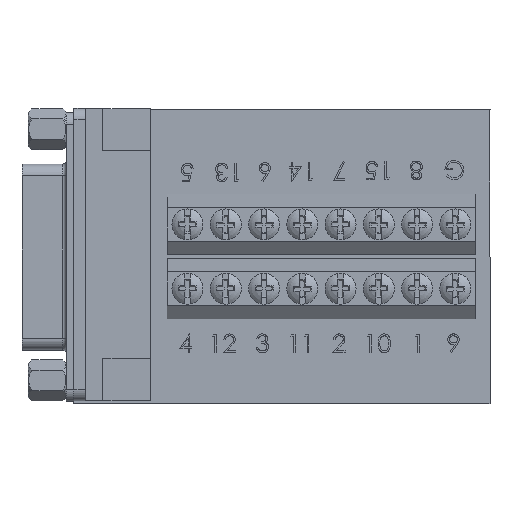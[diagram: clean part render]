
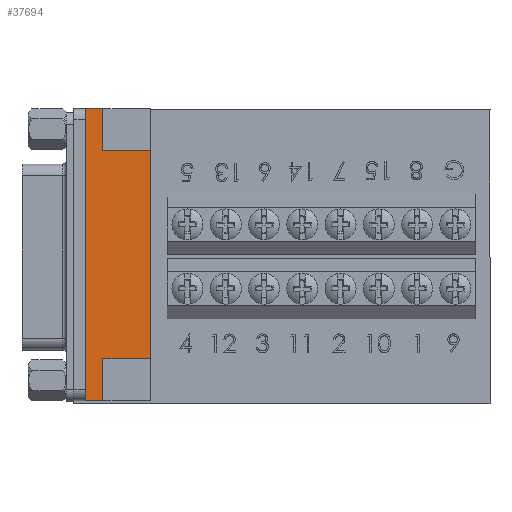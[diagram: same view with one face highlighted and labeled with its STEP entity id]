
A CAD part, top view. The second image highlights one B-rep face of the part: STEP entity #37694.
In plain terms, the highlighted face is planar.
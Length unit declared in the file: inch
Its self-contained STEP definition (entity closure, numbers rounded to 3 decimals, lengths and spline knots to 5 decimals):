
#15613 = ORIENTED_EDGE ( 'NONE', *, *, #40974, .T. ) ;
#17513 = CARTESIAN_POINT ( 'NONE',  ( -0.01579, 0.14161, 0.764 ) ) ;
#18167 = DIRECTION ( 'NONE',  ( 0., 0., -1. ) ) ;
#18168 = DIRECTION ( 'NONE',  ( 0., -1., 0. ) ) ;
#18169 = CARTESIAN_POINT ( 'NONE',  ( -0.01579, 0.14161, 0.764 ) ) ;
#18170 = AXIS2_PLACEMENT_3D ( 'NONE', #18169, #18168, #18167 ) ;
#18171 = PLANE ( 'NONE',  #18170 ) ;
#18172 = FACE_OUTER_BOUND ( 'NONE', #37714, .T. ) ;
#18302 = DIRECTION ( 'NONE',  ( -1., 0., 0. ) ) ;
#18303 = VECTOR ( 'NONE', #18302, 39.37008 ) ;
#18304 = CARTESIAN_POINT ( 'NONE',  ( -0.01579, 0.14161, -0.764 ) ) ;
#18312 = LINE ( 'NONE', #18304, #18303 ) ;
#18324 = CARTESIAN_POINT ( 'NONE',  ( -0.01579, 0.14161, -0.764 ) ) ;
#18391 = CARTESIAN_POINT ( 'NONE',  ( 0.32579, 0.14161, -0.544 ) ) ;
#18392 = LINE ( 'NONE', #18450, #18449 ) ;
#18397 = DIRECTION ( 'NONE',  ( 0., 0., 1. ) ) ;
#18398 = VECTOR ( 'NONE', #18397, 39.37008 ) ;
#18399 = CARTESIAN_POINT ( 'NONE',  ( 0.32579, 0.14161, 0.544 ) ) ;
#18400 = LINE ( 'NONE', #18399, #18398 ) ;
#18421 = CARTESIAN_POINT ( 'NONE',  ( 0.32579, 0.14161, 0.544 ) ) ;
#18448 = DIRECTION ( 'NONE',  ( -1., 0., 0. ) ) ;
#18449 = VECTOR ( 'NONE', #18448, 39.37008 ) ;
#18450 = CARTESIAN_POINT ( 'NONE',  ( 0.32579, 0.14161, 0.544 ) ) ;
#18609 = DIRECTION ( 'NONE',  ( -1., 0., 0. ) ) ;
#18610 = VECTOR ( 'NONE', #18609, 39.37008 ) ;
#18611 = CARTESIAN_POINT ( 'NONE',  ( -0.01579, 0.14161, 0.764 ) ) ;
#18612 = LINE ( 'NONE', #18611, #18610 ) ;
#18614 = DIRECTION ( 'NONE',  ( 0., 0., -1. ) ) ;
#18615 = VECTOR ( 'NONE', #18614, 39.37008 ) ;
#18617 = CARTESIAN_POINT ( 'NONE',  ( -0.01579, 0.14161, 0.764 ) ) ;
#18618 = LINE ( 'NONE', #18617, #18615 ) ;
#19680 = DIRECTION ( 'NONE',  ( -1., 0., 0. ) ) ;
#26214 = CARTESIAN_POINT ( 'NONE',  ( 0.07579, 0.14161, 0.764 ) ) ;
#26264 = CARTESIAN_POINT ( 'NONE',  ( 0.07579, 0.14161, 0.544 ) ) ;
#26281 = CARTESIAN_POINT ( 'NONE',  ( 0.07579, 0.14161, -0.764 ) ) ;
#26338 = DIRECTION ( 'NONE',  ( 0., 0., -1. ) ) ;
#26339 = VECTOR ( 'NONE', #26338, 39.37008 ) ;
#26340 = CARTESIAN_POINT ( 'NONE',  ( 0.07579, 0.14161, 0.764 ) ) ;
#26341 = LINE ( 'NONE', #26340, #26339 ) ;
#26346 = CARTESIAN_POINT ( 'NONE',  ( 0.07579, 0.14161, -0.544 ) ) ;
#26381 = DIRECTION ( 'NONE',  ( 0., 0., -1. ) ) ;
#26382 = CARTESIAN_POINT ( 'NONE',  ( 0.07579, 0.14161, 0.764 ) ) ;
#26383 = LINE ( 'NONE', #26382, #26440 ) ;
#26440 = VECTOR ( 'NONE', #26381, 39.37008 ) ;
#29326 = VECTOR ( 'NONE', #19680, 39.37008 ) ;
#29327 = CARTESIAN_POINT ( 'NONE',  ( 0.32579, 0.14161, -0.544 ) ) ;
#29328 = LINE ( 'NONE', #29327, #29326 ) ;
#36264 = VERTEX_POINT ( 'NONE', #17513 ) ;
#36340 = ORIENTED_EDGE ( 'NONE', *, *, #39992, .T. ) ;
#37691 = ORIENTED_EDGE ( 'NONE', *, *, #37715, .T. ) ;
#37694 = ADVANCED_FACE ( 'NONE', ( #18172 ), #18171, .F. ) ;
#37714 = EDGE_LOOP ( 'NONE', ( #37691, #37819, #37806, #36340, #37765, #37769, #15613, #38198 ) ) ;
#37715 = EDGE_CURVE ( 'NONE', #39908, #37726, #18312, .T. ) ;
#37726 = VERTEX_POINT ( 'NONE', #18324 ) ;
#37748 = EDGE_CURVE ( 'NONE', #37753, #37768, #18400, .T. ) ;
#37753 = VERTEX_POINT ( 'NONE', #18391 ) ;
#37755 = EDGE_CURVE ( 'NONE', #37768, #39883, #18392, .T. ) ;
#37765 = ORIENTED_EDGE ( 'NONE', *, *, #37755, .F. ) ;
#37768 = VERTEX_POINT ( 'NONE', #18421 ) ;
#37769 = ORIENTED_EDGE ( 'NONE', *, *, #37748, .F. ) ;
#37796 = EDGE_CURVE ( 'NONE', #39879, #36264, #18612, .T. ) ;
#37806 = ORIENTED_EDGE ( 'NONE', *, *, #37796, .F. ) ;
#37819 = ORIENTED_EDGE ( 'NONE', *, *, #37832, .F. ) ;
#37832 = EDGE_CURVE ( 'NONE', #36264, #37726, #18618, .T. ) ;
#38198 = ORIENTED_EDGE ( 'NONE', *, *, #39923, .T. ) ;
#39879 = VERTEX_POINT ( 'NONE', #26214 ) ;
#39883 = VERTEX_POINT ( 'NONE', #26264 ) ;
#39908 = VERTEX_POINT ( 'NONE', #26281 ) ;
#39922 = VERTEX_POINT ( 'NONE', #26346 ) ;
#39923 = EDGE_CURVE ( 'NONE', #39922, #39908, #26341, .T. ) ;
#39992 = EDGE_CURVE ( 'NONE', #39879, #39883, #26383, .T. ) ;
#40974 = EDGE_CURVE ( 'NONE', #37753, #39922, #29328, .T. ) ;
